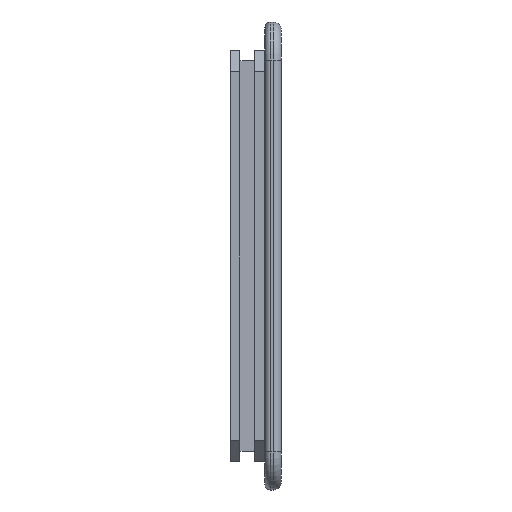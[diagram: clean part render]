
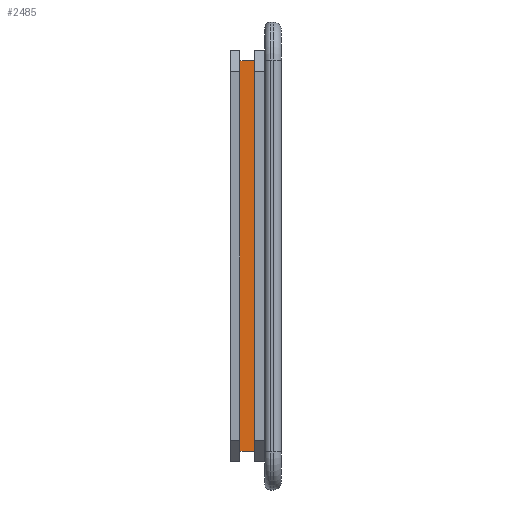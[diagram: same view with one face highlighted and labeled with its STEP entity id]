
A CAD part, left-side view. The second image highlights one B-rep face of the part: STEP entity #2485.
In plain terms, the highlighted planar face has unit normal (-1, 0, 0).
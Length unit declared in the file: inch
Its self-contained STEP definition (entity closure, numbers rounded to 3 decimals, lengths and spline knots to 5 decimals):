
#174 = CARTESIAN_POINT ( 'NONE',  ( 0.0715, 0.049, -0.0715 ) ) ;
#186 = CARTESIAN_POINT ( 'NONE',  ( 0.0715, 0.049, -0.7885 ) ) ;
#189 = CARTESIAN_POINT ( 'NONE',  ( 0.0715, 0.049, -0.7885 ) ) ;
#271 = EDGE_CURVE ( 'NONE', #1794, #1902, #963, .T. ) ;
#327 = VECTOR ( 'NONE', #911, 39.37008 ) ;
#376 = CARTESIAN_POINT ( 'NONE',  ( 0.0715, 0.076, -0.7885 ) ) ;
#418 = ORIENTED_EDGE ( 'NONE', *, *, #1735, .F. ) ;
#496 = DIRECTION ( 'NONE',  ( 0., 0., 1. ) ) ;
#594 = DIRECTION ( 'NONE',  ( 0., 0., 1. ) ) ;
#654 = LINE ( 'NONE', #189, #3125 ) ;
#792 = EDGE_CURVE ( 'NONE', #1794, #1664, #654, .T. ) ;
#911 = DIRECTION ( 'NONE',  ( 0., 0., 1. ) ) ;
#950 = VECTOR ( 'NONE', #496, 39.37008 ) ;
#963 = LINE ( 'NONE', #186, #950 ) ;
#1074 = FACE_OUTER_BOUND ( 'NONE', #2559, .T. ) ;
#1237 = CARTESIAN_POINT ( 'NONE',  ( 0.0715, 0.049, -0.0715 ) ) ;
#1466 = VECTOR ( 'NONE', #2634, 39.37008 ) ;
#1487 = EDGE_CURVE ( 'NONE', #1902, #1594, #3103, .T. ) ;
#1531 = CARTESIAN_POINT ( 'NONE',  ( 0.0715, 0.076, -0.7885 ) ) ;
#1594 = VERTEX_POINT ( 'NONE', #2691 ) ;
#1611 = LINE ( 'NONE', #376, #327 ) ;
#1664 = VERTEX_POINT ( 'NONE', #1531 ) ;
#1735 = EDGE_CURVE ( 'NONE', #1664, #1594, #1611, .T. ) ;
#1745 = ORIENTED_EDGE ( 'NONE', *, *, #792, .F. ) ;
#1794 = VERTEX_POINT ( 'NONE', #2833 ) ;
#1803 = DIRECTION ( 'NONE',  ( -1., 0., 0. ) ) ;
#1902 = VERTEX_POINT ( 'NONE', #1237 ) ;
#2043 = PLANE ( 'NONE',  #3131 ) ;
#2307 = ORIENTED_EDGE ( 'NONE', *, *, #271, .T. ) ;
#2485 = ADVANCED_FACE ( 'NONE', ( #1074 ), #2043, .T. ) ;
#2559 = EDGE_LOOP ( 'NONE', ( #418, #1745, #2307, #2885 ) ) ;
#2634 = DIRECTION ( 'NONE',  ( 0., 1., 0. ) ) ;
#2691 = CARTESIAN_POINT ( 'NONE',  ( 0.0715, 0.076, -0.0715 ) ) ;
#2833 = CARTESIAN_POINT ( 'NONE',  ( 0.0715, 0.049, -0.7885 ) ) ;
#2885 = ORIENTED_EDGE ( 'NONE', *, *, #1487, .T. ) ;
#3004 = CARTESIAN_POINT ( 'NONE',  ( 0.0715, 0.049, -0.7885 ) ) ;
#3084 = DIRECTION ( 'NONE',  ( 0., 1., 0. ) ) ;
#3103 = LINE ( 'NONE', #174, #1466 ) ;
#3125 = VECTOR ( 'NONE', #3084, 39.37008 ) ;
#3131 = AXIS2_PLACEMENT_3D ( 'NONE', #3004, #1803, #594 ) ;
